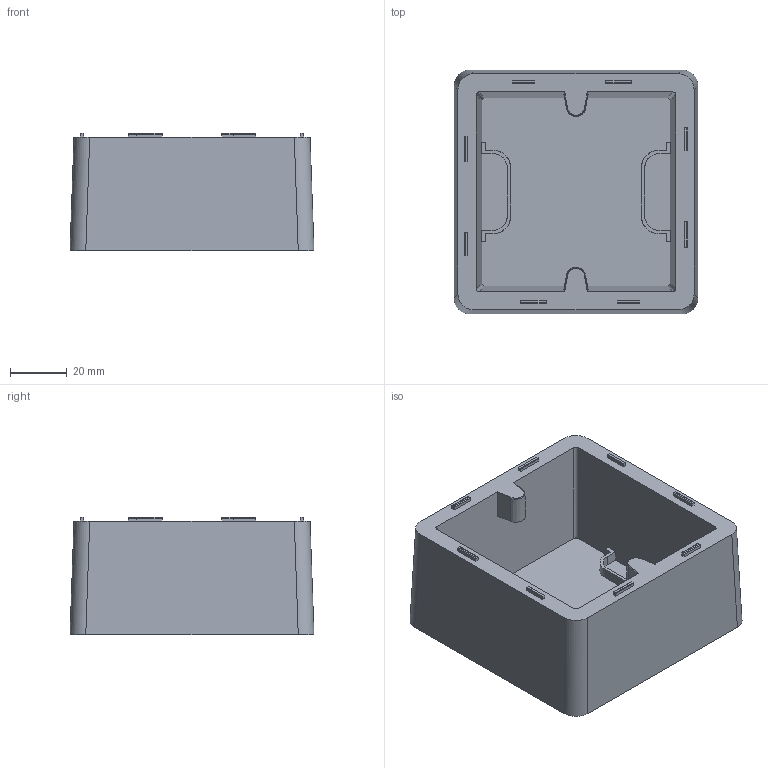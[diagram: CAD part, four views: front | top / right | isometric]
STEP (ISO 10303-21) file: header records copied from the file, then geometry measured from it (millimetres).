
FILE_DESCRIPTION (( 'STEP AP203' ), '1' );
FILE_NAME ('êîðîáêà íàêëàäíîãî ìîíòàæà 1 ìåñò.STEP', '2025-05-27T10:31:06', ( '' ), ( '' ), 'SwSTEP 2.0', 'SolidWorks 2022', '' );
FILE_SCHEMA (( 'CONFIG_CONTROL_DESIGN' ));
Length unit declared in the file: millimetre
Products named in the file (1): коробка накладного монтажа 1 мест
Bounding box: 85.89 x 85.89 x 41.3 mm (x, y, z)
Volume: 119691 mm3; surface area: 45523 mm2
Topology: 8 solids, 8 shells, 244 faces, 622 edges, 403 vertices
Faces by surface type: plane 175, cylinder 57, bspline 8, torus 2, cone 2
Entity records: 9799 total; most frequent: CARTESIAN_POINT 5126, ORIENTED_EDGE 1244, EDGE_CURVE 622, B_SPLINE_CURVE_WITH_KNOTS 612, DIRECTION 474, VERTEX_POINT 403, EDGE_LOOP 253, ADVANCED_FACE 244
